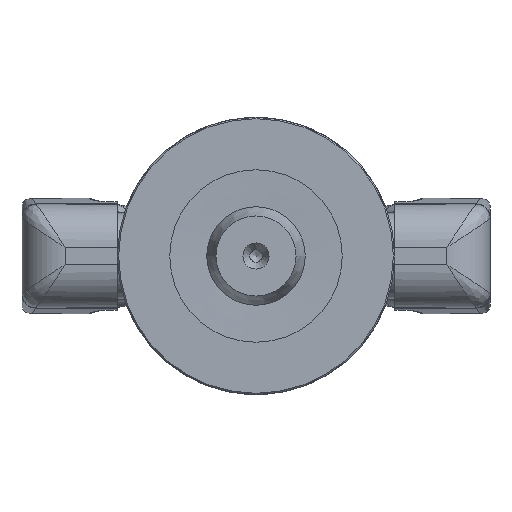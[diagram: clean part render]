
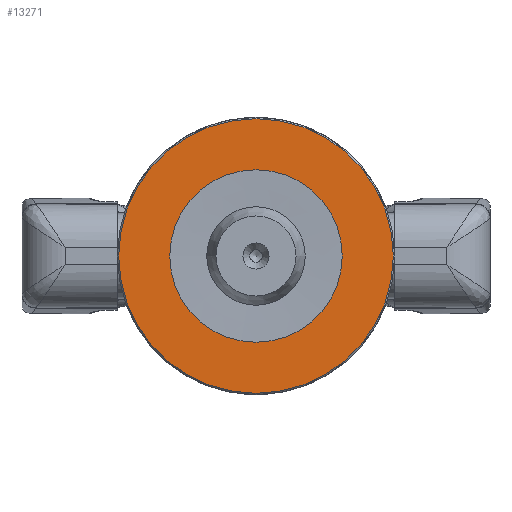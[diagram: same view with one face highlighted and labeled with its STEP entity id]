
A CAD part, front view. The second image highlights one B-rep face of the part: STEP entity #13271.
In plain terms, the highlighted face is planar.
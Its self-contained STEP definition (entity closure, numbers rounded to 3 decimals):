
#142=FACE_BOUND('',#3988,.T.);
#2469=PLANE('',#14238);
#3150=FACE_OUTER_BOUND('',#3987,.T.);
#3987=EDGE_LOOP('',(#11412));
#3988=EDGE_LOOP('',(#11413));
#4515=CIRCLE('',#14235,22.3);
#4517=CIRCLE('',#14239,14.);
#6226=VERTEX_POINT('',#39484);
#6228=VERTEX_POINT('',#39490);
#8031=EDGE_CURVE('',#6226,#6226,#4515,.T.);
#8033=EDGE_CURVE('',#6228,#6228,#4517,.T.);
#11412=ORIENTED_EDGE('',*,*,#8031,.F.);
#11413=ORIENTED_EDGE('',*,*,#8033,.F.);
#13271=ADVANCED_FACE('',(#3150,#142),#2469,.F.);
#14235=AXIS2_PLACEMENT_3D('',#39485,#16330,#16331);
#14238=AXIS2_PLACEMENT_3D('',#39489,#16336,#16337);
#14239=AXIS2_PLACEMENT_3D('',#39491,#16338,#16339);
#16330=DIRECTION('center_axis',(0.,0.,1.));
#16331=DIRECTION('ref_axis',(-1.,0.,0.));
#16336=DIRECTION('center_axis',(0.,0.,1.));
#16337=DIRECTION('ref_axis',(1.,0.,0.));
#16338=DIRECTION('center_axis',(0.,0.,-1.));
#16339=DIRECTION('ref_axis',(-1.,0.,0.));
#39484=CARTESIAN_POINT('',(22.3,0.,0.));
#39485=CARTESIAN_POINT('Origin',(0.,0.,0.));
#39489=CARTESIAN_POINT('Origin',(0.,0.,0.));
#39490=CARTESIAN_POINT('',(14.,0.,0.));
#39491=CARTESIAN_POINT('Origin',(0.,0.,0.));
